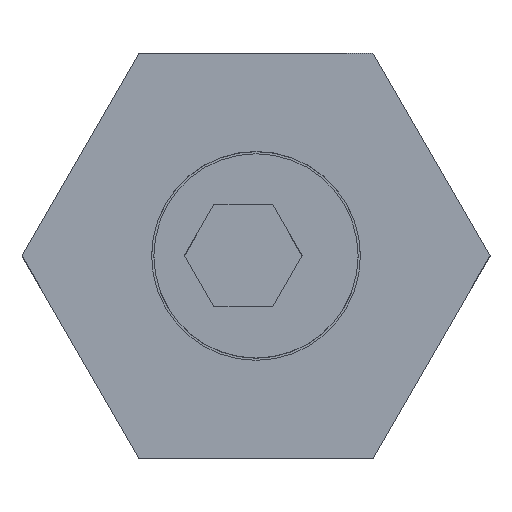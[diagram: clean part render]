
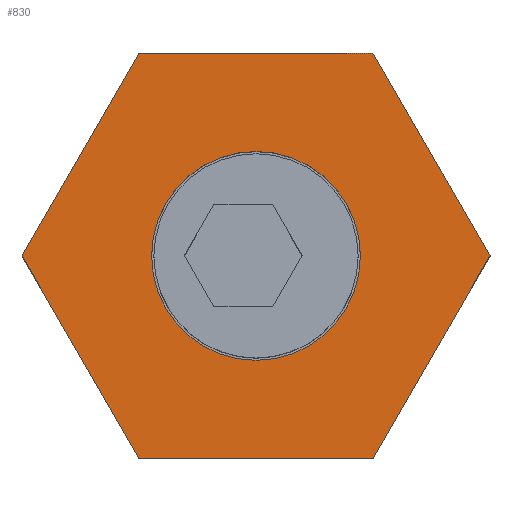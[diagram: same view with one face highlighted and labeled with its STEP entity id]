
A CAD part, top view. The second image highlights one B-rep face of the part: STEP entity #830.
In plain terms, the highlighted planar face has unit normal (0, 0, 1).
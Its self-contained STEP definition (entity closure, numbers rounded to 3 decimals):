
#23 = ORIENTED_EDGE ( 'NONE', *, *, #352, .T. ) ;
#91 = CARTESIAN_POINT ( 'NONE',  ( 4.583, -7.938, 4.763 ) ) ;
#108 = DIRECTION ( 'NONE',  ( 0., 0., -1. ) ) ;
#114 = CARTESIAN_POINT ( 'NONE',  ( -4.583, 7.938, 4.763 ) ) ;
#148 = VERTEX_POINT ( 'NONE', #366 ) ;
#157 = VERTEX_POINT ( 'NONE', #114 ) ;
#176 = CARTESIAN_POINT ( 'NONE',  ( -4.583, 7.938, 4.763 ) ) ;
#203 = LINE ( 'NONE', #460, #248 ) ;
#216 = EDGE_CURVE ( 'NONE', #1095, #659, #203, .T. ) ;
#223 = EDGE_CURVE ( 'NONE', #376, #148, #687, .T. ) ;
#248 = VECTOR ( 'NONE', #533, 1000. ) ;
#288 = VECTOR ( 'NONE', #698, 1000. ) ;
#306 = DIRECTION ( 'NONE',  ( -1., 0., 0. ) ) ;
#352 = EDGE_CURVE ( 'NONE', #1074, #157, #1076, .T. ) ;
#359 = VECTOR ( 'NONE', #527, 1000. ) ;
#366 = CARTESIAN_POINT ( 'NONE',  ( -4.089, 0., 4.762 ) ) ;
#376 = VERTEX_POINT ( 'NONE', #755 ) ;
#408 = FACE_BOUND ( 'NONE', #486, .T. ) ;
#411 = CIRCLE ( 'NONE', #980, 4.089 ) ;
#427 = CARTESIAN_POINT ( 'NONE',  ( -9.165, 0., 4.763 ) ) ;
#430 = EDGE_CURVE ( 'NONE', #843, #710, #595, .T. ) ;
#434 = LINE ( 'NONE', #586, #359 ) ;
#459 = EDGE_CURVE ( 'NONE', #157, #843, #681, .T. ) ;
#460 = CARTESIAN_POINT ( 'NONE',  ( 4.583, -7.938, 4.763 ) ) ;
#474 = EDGE_LOOP ( 'NONE', ( #656, #1032, #23, #493, #557, #904 ) ) ;
#482 = CARTESIAN_POINT ( 'NONE',  ( 4.583, 7.938, 4.763 ) ) ;
#486 = EDGE_LOOP ( 'NONE', ( #919, #513 ) ) ;
#493 = ORIENTED_EDGE ( 'NONE', *, *, #459, .T. ) ;
#495 = CARTESIAN_POINT ( 'NONE',  ( 13.748, 7.938, 4.763 ) ) ;
#503 = DIRECTION ( 'NONE',  ( 0., 0., 1. ) ) ;
#513 = ORIENTED_EDGE ( 'NONE', *, *, #223, .T. ) ;
#527 = DIRECTION ( 'NONE',  ( 1., 0., 0. ) ) ;
#533 = DIRECTION ( 'NONE',  ( 0.5, 0.866, 0. ) ) ;
#555 = AXIS2_PLACEMENT_3D ( 'NONE', #1065, #108, #877 ) ;
#556 = AXIS2_PLACEMENT_3D ( 'NONE', #495, #503, #847 ) ;
#557 = ORIENTED_EDGE ( 'NONE', *, *, #430, .T. ) ;
#586 = CARTESIAN_POINT ( 'NONE',  ( -4.583, -7.938, 4.763 ) ) ;
#588 = PLANE ( 'NONE',  #556 ) ;
#595 = LINE ( 'NONE', #1041, #899 ) ;
#613 = DIRECTION ( 'NONE',  ( 0., 0., -1. ) ) ;
#656 = ORIENTED_EDGE ( 'NONE', *, *, #216, .T. ) ;
#659 = VERTEX_POINT ( 'NONE', #808 ) ;
#677 = CARTESIAN_POINT ( 'NONE',  ( 4.583, 7.938, 4.763 ) ) ;
#681 = LINE ( 'NONE', #176, #288 ) ;
#687 = CIRCLE ( 'NONE', #555, 4.089 ) ;
#693 = CARTESIAN_POINT ( 'NONE',  ( 9.165, 0., 4.763 ) ) ;
#698 = DIRECTION ( 'NONE',  ( -0.5, -0.866, 0. ) ) ;
#710 = VERTEX_POINT ( 'NONE', #1055 ) ;
#712 = EDGE_CURVE ( 'NONE', #148, #376, #411, .T. ) ;
#725 = CARTESIAN_POINT ( 'NONE',  ( 0., 0., 4.763 ) ) ;
#755 = CARTESIAN_POINT ( 'NONE',  ( 4.089, 0., 4.763 ) ) ;
#758 = VECTOR ( 'NONE', #306, 1000. ) ;
#786 = DIRECTION ( 'NONE',  ( -0.5, 0.866, 0. ) ) ;
#808 = CARTESIAN_POINT ( 'NONE',  ( 9.165, 0., 4.763 ) ) ;
#812 = VECTOR ( 'NONE', #786, 1000. ) ;
#830 = ADVANCED_FACE ( 'NONE', ( #1096, #408 ), #588, .T. ) ;
#843 = VERTEX_POINT ( 'NONE', #427 ) ;
#847 = DIRECTION ( 'NONE',  ( 1., 0., 0. ) ) ;
#877 = DIRECTION ( 'NONE',  ( 1., 0., 0. ) ) ;
#899 = VECTOR ( 'NONE', #958, 1000. ) ;
#904 = ORIENTED_EDGE ( 'NONE', *, *, #915, .T. ) ;
#915 = EDGE_CURVE ( 'NONE', #710, #1095, #434, .T. ) ;
#919 = ORIENTED_EDGE ( 'NONE', *, *, #712, .T. ) ;
#956 = EDGE_CURVE ( 'NONE', #659, #1074, #1030, .T. ) ;
#958 = DIRECTION ( 'NONE',  ( 0.5, -0.866, 0. ) ) ;
#964 = DIRECTION ( 'NONE',  ( 1., 0., 0. ) ) ;
#980 = AXIS2_PLACEMENT_3D ( 'NONE', #725, #613, #964 ) ;
#1030 = LINE ( 'NONE', #693, #812 ) ;
#1032 = ORIENTED_EDGE ( 'NONE', *, *, #956, .T. ) ;
#1041 = CARTESIAN_POINT ( 'NONE',  ( -9.165, 0., 4.763 ) ) ;
#1055 = CARTESIAN_POINT ( 'NONE',  ( -4.583, -7.938, 4.763 ) ) ;
#1065 = CARTESIAN_POINT ( 'NONE',  ( 0., 0., 4.763 ) ) ;
#1074 = VERTEX_POINT ( 'NONE', #677 ) ;
#1076 = LINE ( 'NONE', #482, #758 ) ;
#1095 = VERTEX_POINT ( 'NONE', #91 ) ;
#1096 = FACE_OUTER_BOUND ( 'NONE', #474, .T. ) ;
